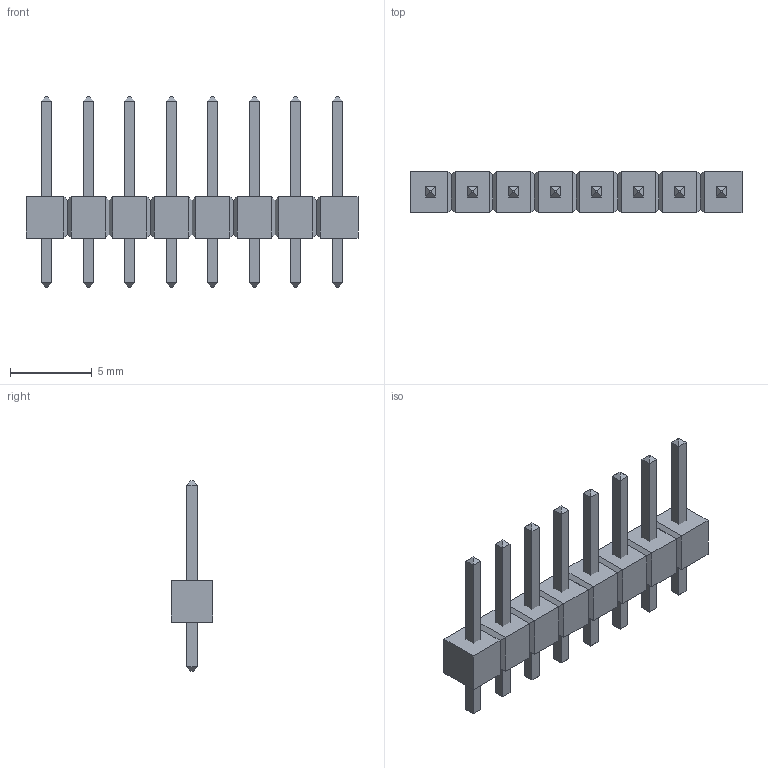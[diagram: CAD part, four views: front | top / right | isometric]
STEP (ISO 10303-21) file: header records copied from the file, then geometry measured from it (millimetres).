
FILE_DESCRIPTION(('FreeCAD Model'),'2;1');
FILE_NAME('233558.4.1.stp','2020-09-02T11:17:41',( 'Author'),(''),'Open CASCADE STEP processor 6.9','FreeCAD','Unknown' );
FILE_SCHEMA(('AUTOMOTIVE_DESIGN { 1 0 10303 214 1 1 1 1 }'));
Length unit declared in the file: millimetre
Products named in the file (3): ASSEMBLY; Body; LeadsArray
Assembly tree (2 placements, depth 2):
  ASSEMBLY
    Body
    LeadsArray
Bounding box: 20.32 x 2.54 x 11.64 mm (x, y, z)
Volume: 164.9 mm3; surface area: 465.7 mm2
Topology: 9 solids, 9 shells, 202 faces, 404 edges, 220 vertices
Faces by surface type: plane 202
Entity records: 10179 total; most frequent: CARTESIAN_POINT 1749, DIRECTION 1510, LINE 1100, VECTOR 1100, ORIENTED_EDGE 808, PCURVE 808, DEFINITIONAL_REPRESENTATION 808, EDGE_CURVE 404
